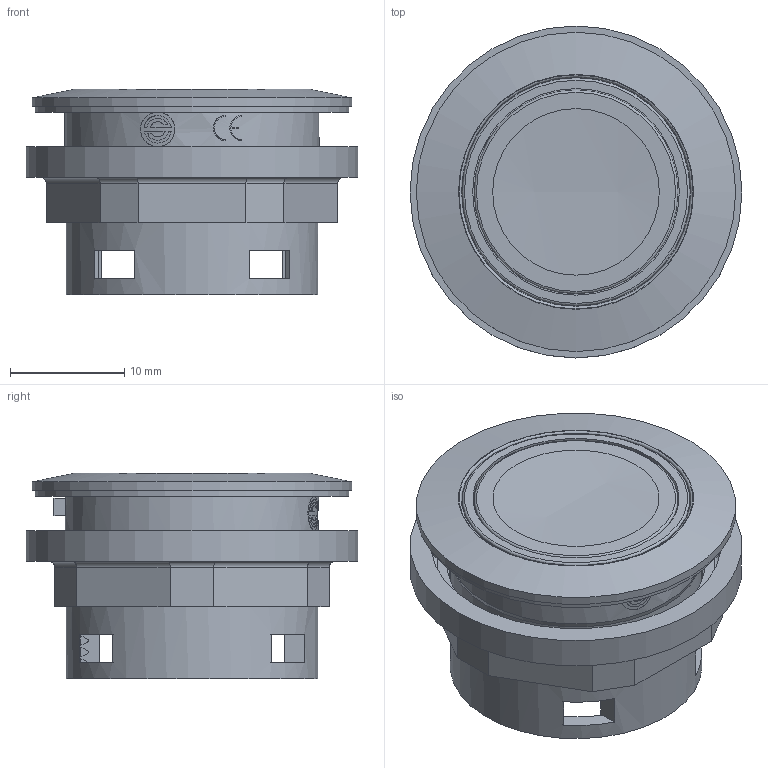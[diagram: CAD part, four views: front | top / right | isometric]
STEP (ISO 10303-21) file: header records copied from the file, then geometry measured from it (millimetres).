
FILE_DESCRIPTION(/* description */ (''),/* implementation_level */ '2;1');
FILE_NAME(/* name */ 'STLR.stp',/* time_stamp */ '2016-09-12T07:55:21+02:00',/* author */ ('mharscher'),/* organization */ (''),/* preprocessor_version */ 'ST-DEVELOPER v15.2',/* originating_system */ 'Autodesk Inventor 2014',/* authorisation */ '');
FILE_SCHEMA (('CONFIG_CONTROL_DESIGN'));
Length unit declared in the file: centimetre
Products named in the file (1): SSWTLR vereinfacht
Bounding box: 29 x 29 x 17.95 mm (x, y, z)
Volume: 5175.2 mm3; surface area: 4203.8 mm2
Topology: 1 solids, 1 shells, 149 faces, 377 edges, 248 vertices
Faces by surface type: plane 81, cylinder 54, cone 8, torus 5, sphere 1
Full cylindrical faces by diameter (mm): 3 x1, 17.8 x1, 18.05 x1, 19.9 x1, 20.05 x1, 22 x2, 22.2 x1, 22.6 x1, 25.35 x1, 27.4 x1, 27.9 x1, 29 x1
Entity records: 4836 total; most frequent: CARTESIAN_POINT 1363, DIRECTION 706, ORIENTED_EDGE 690, EDGE_CURVE 345, AXIS2_PLACEMENT_3D 257, VERTEX_POINT 237, EDGE_LOOP 194, LINE 192
